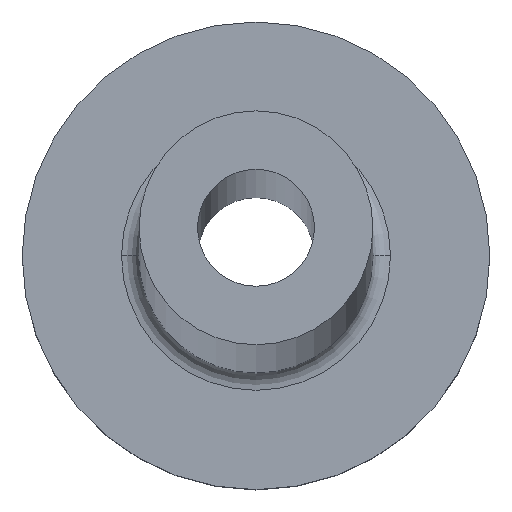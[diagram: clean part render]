
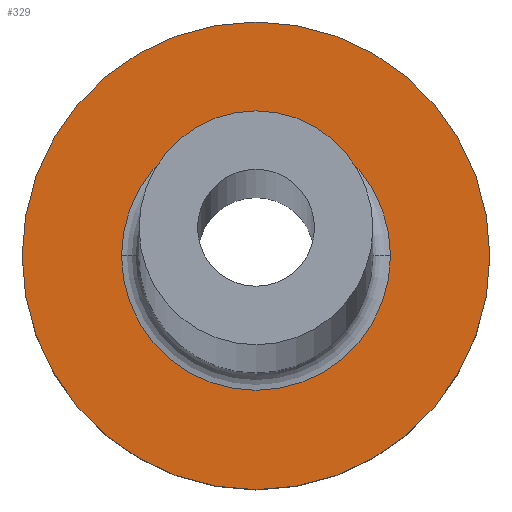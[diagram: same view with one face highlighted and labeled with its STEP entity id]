
A CAD part, top view. The second image highlights one B-rep face of the part: STEP entity #329.
In plain terms, the highlighted planar face has unit normal (0, 0, 1).
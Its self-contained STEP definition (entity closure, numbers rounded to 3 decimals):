
#11 = DIRECTION ( 'NONE',  ( 1., 0., 0. ) ) ;
#23 = DIRECTION ( 'NONE',  ( 0., 0., 1. ) ) ;
#35 = AXIS2_PLACEMENT_3D ( 'NONE', #294, #243, #11 ) ;
#44 = CARTESIAN_POINT ( 'NONE',  ( 4., 0., 3. ) ) ;
#53 = VERTEX_POINT ( 'NONE', #158 ) ;
#77 = PLANE ( 'NONE',  #241 ) ;
#82 = EDGE_CURVE ( 'NONE', #53, #93, #172, .T. ) ;
#84 = ORIENTED_EDGE ( 'NONE', *, *, #233, .T. ) ;
#93 = VERTEX_POINT ( 'NONE', #299 ) ;
#111 = ORIENTED_EDGE ( 'NONE', *, *, #82, .T. ) ;
#115 = DIRECTION ( 'NONE',  ( 1., 0., 0. ) ) ;
#116 = VERTEX_POINT ( 'NONE', #365 ) ;
#118 = EDGE_LOOP ( 'NONE', ( #366, #84 ) ) ;
#119 = DIRECTION ( 'NONE',  ( 0., 0., 1. ) ) ;
#123 = EDGE_CURVE ( 'NONE', #116, #287, #250, .T. ) ;
#154 = CARTESIAN_POINT ( 'NONE',  ( 0., 0., 3. ) ) ;
#158 = CARTESIAN_POINT ( 'NONE',  ( -2.3, 0., 3. ) ) ;
#159 = DIRECTION ( 'NONE',  ( 0., 0., -1. ) ) ;
#172 = CIRCLE ( 'NONE', #35, 2.3 ) ;
#174 = CIRCLE ( 'NONE', #213, 4. ) ;
#175 = EDGE_CURVE ( 'NONE', #93, #53, #291, .T. ) ;
#189 = DIRECTION ( 'NONE',  ( 0., 0., 1. ) ) ;
#204 = CARTESIAN_POINT ( 'NONE',  ( 0., 0., 3. ) ) ;
#213 = AXIS2_PLACEMENT_3D ( 'NONE', #204, #119, #239 ) ;
#228 = AXIS2_PLACEMENT_3D ( 'NONE', #247, #23, #253 ) ;
#233 = EDGE_CURVE ( 'NONE', #287, #116, #174, .T. ) ;
#239 = DIRECTION ( 'NONE',  ( 1., 0., 0. ) ) ;
#241 = AXIS2_PLACEMENT_3D ( 'NONE', #324, #189, #296 ) ;
#243 = DIRECTION ( 'NONE',  ( 0., 0., -1. ) ) ;
#247 = CARTESIAN_POINT ( 'NONE',  ( 0., 0., 3. ) ) ;
#250 = CIRCLE ( 'NONE', #228, 4. ) ;
#253 = DIRECTION ( 'NONE',  ( 1., 0., 0. ) ) ;
#280 = AXIS2_PLACEMENT_3D ( 'NONE', #154, #159, #115 ) ;
#287 = VERTEX_POINT ( 'NONE', #44 ) ;
#291 = CIRCLE ( 'NONE', #280, 2.3 ) ;
#294 = CARTESIAN_POINT ( 'NONE',  ( 0., 0., 3. ) ) ;
#296 = DIRECTION ( 'NONE',  ( 1., 0., 0. ) ) ;
#299 = CARTESIAN_POINT ( 'NONE',  ( 2.3, 0., 3. ) ) ;
#300 = FACE_OUTER_BOUND ( 'NONE', #118, .T. ) ;
#324 = CARTESIAN_POINT ( 'NONE',  ( 0., 0., 3. ) ) ;
#329 = ADVANCED_FACE ( 'NONE', ( #330, #300 ), #77, .T. ) ;
#330 = FACE_BOUND ( 'NONE', #340, .T. ) ;
#340 = EDGE_LOOP ( 'NONE', ( #376, #111 ) ) ;
#365 = CARTESIAN_POINT ( 'NONE',  ( -4., 0., 3. ) ) ;
#366 = ORIENTED_EDGE ( 'NONE', *, *, #123, .T. ) ;
#376 = ORIENTED_EDGE ( 'NONE', *, *, #175, .T. ) ;
